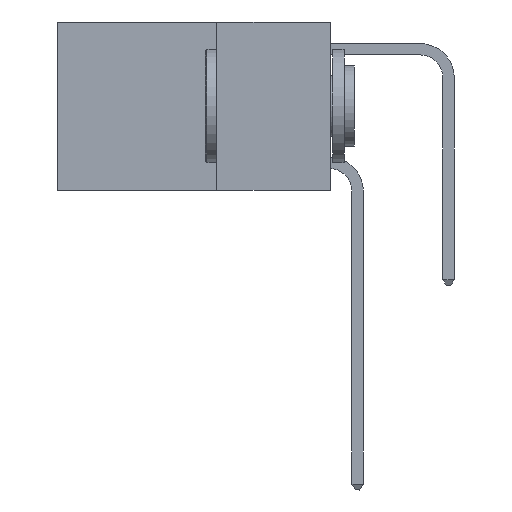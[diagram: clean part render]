
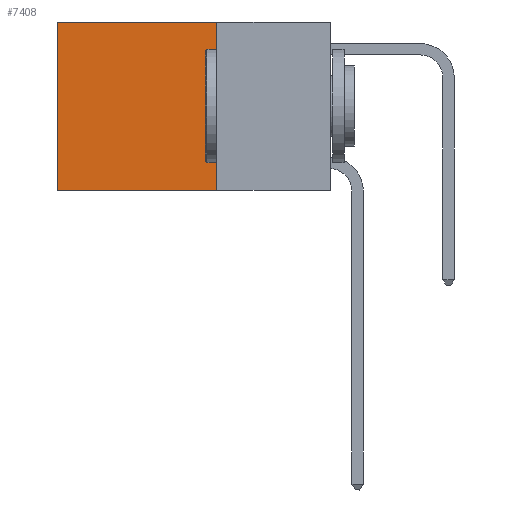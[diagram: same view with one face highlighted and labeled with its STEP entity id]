
A CAD part, left-side view. The second image highlights one B-rep face of the part: STEP entity #7408.
In plain terms, the highlighted planar face has unit normal (-1, 0, 0).
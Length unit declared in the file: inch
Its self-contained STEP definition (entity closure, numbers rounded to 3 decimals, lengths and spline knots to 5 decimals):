
#1376 = VECTOR ( 'NONE', #15557, 39.37008 ) ;
#1916 = LINE ( 'NONE', #2182, #7792 ) ;
#2182 = CARTESIAN_POINT ( 'NONE',  ( 0.2625, 0.25, 0. ) ) ;
#2343 = AXIS2_PLACEMENT_3D ( 'NONE', #5184, #14907, #7808 ) ;
#2614 = EDGE_LOOP ( 'NONE', ( #11874, #4781, #10999, #10350 ) ) ;
#2650 = EDGE_CURVE ( 'NONE', #16792, #9923, #3273, .T. ) ;
#3273 = LINE ( 'NONE', #15659, #11964 ) ;
#3700 = DIRECTION ( 'NONE',  ( 0., 0., -1. ) ) ;
#4173 = CARTESIAN_POINT ( 'NONE',  ( 0.2625, 0.6, -0.37 ) ) ;
#4781 = ORIENTED_EDGE ( 'NONE', *, *, #14535, .F. ) ;
#4811 = VECTOR ( 'NONE', #17240, 39.37008 ) ;
#5023 = EDGE_CURVE ( 'NONE', #15490, #16667, #1916, .T. ) ;
#5184 = CARTESIAN_POINT ( 'NONE',  ( 0.2625, 0.25, 0. ) ) ;
#7265 = CARTESIAN_POINT ( 'NONE',  ( 0.2625, 0.25, 0. ) ) ;
#7408 = ADVANCED_FACE ( 'NONE', ( #12904 ), #13498, .F. ) ;
#7792 = VECTOR ( 'NONE', #3700, 39.37008 ) ;
#7808 = DIRECTION ( 'NONE',  ( 0., 0., -1. ) ) ;
#7936 = EDGE_CURVE ( 'NONE', #15490, #16792, #9824, .T. ) ;
#8412 = CARTESIAN_POINT ( 'NONE',  ( 0.2625, 0.25, -0.37 ) ) ;
#9016 = CARTESIAN_POINT ( 'NONE',  ( 0.2625, 0.25, -0.37 ) ) ;
#9824 = LINE ( 'NONE', #7265, #1376 ) ;
#9901 = CARTESIAN_POINT ( 'NONE',  ( 0.2625, 0.25, 0. ) ) ;
#9923 = VERTEX_POINT ( 'NONE', #4173 ) ;
#10199 = DIRECTION ( 'NONE',  ( 0., 0., -1. ) ) ;
#10350 = ORIENTED_EDGE ( 'NONE', *, *, #7936, .T. ) ;
#10999 = ORIENTED_EDGE ( 'NONE', *, *, #5023, .F. ) ;
#11874 = ORIENTED_EDGE ( 'NONE', *, *, #2650, .T. ) ;
#11964 = VECTOR ( 'NONE', #10199, 39.37008 ) ;
#12868 = LINE ( 'NONE', #9016, #4811 ) ;
#12904 = FACE_OUTER_BOUND ( 'NONE', #2614, .T. ) ;
#13498 = PLANE ( 'NONE',  #2343 ) ;
#14535 = EDGE_CURVE ( 'NONE', #16667, #9923, #12868, .T. ) ;
#14907 = DIRECTION ( 'NONE',  ( 1., 0., 0. ) ) ;
#15490 = VERTEX_POINT ( 'NONE', #9901 ) ;
#15557 = DIRECTION ( 'NONE',  ( 0., 1., 0. ) ) ;
#15659 = CARTESIAN_POINT ( 'NONE',  ( 0.2625, 0.6, 0. ) ) ;
#15727 = CARTESIAN_POINT ( 'NONE',  ( 0.2625, 0.6, 0. ) ) ;
#16667 = VERTEX_POINT ( 'NONE', #8412 ) ;
#16792 = VERTEX_POINT ( 'NONE', #15727 ) ;
#17240 = DIRECTION ( 'NONE',  ( 0., 1., 0. ) ) ;
